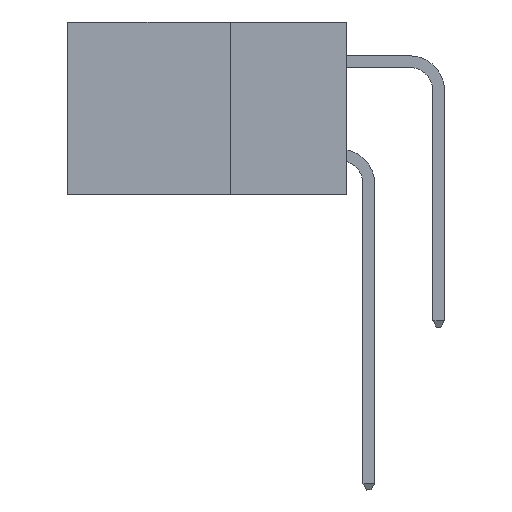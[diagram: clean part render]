
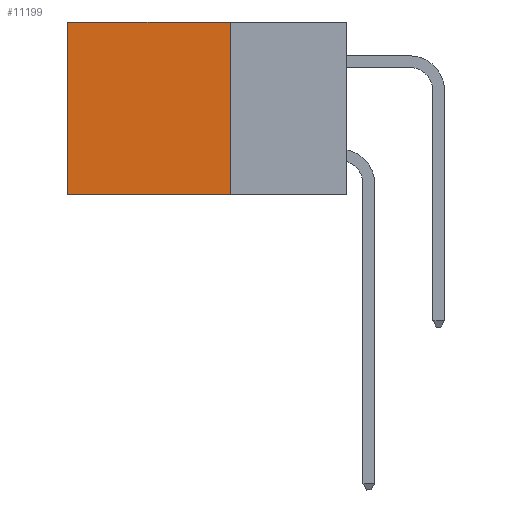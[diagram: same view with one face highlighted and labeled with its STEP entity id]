
A CAD part, left-side view. The second image highlights one B-rep face of the part: STEP entity #11199.
In plain terms, the highlighted planar face has unit normal (-1, 0, 0).
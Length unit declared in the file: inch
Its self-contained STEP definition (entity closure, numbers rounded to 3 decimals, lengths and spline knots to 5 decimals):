
#322 = DIRECTION ( 'NONE',  ( 0., 1., 0. ) ) ;
#998 = LINE ( 'NONE', #16461, #7819 ) ;
#1155 = VERTEX_POINT ( 'NONE', #3196 ) ;
#1160 = DIRECTION ( 'NONE',  ( 0., 0., -1. ) ) ;
#2622 = EDGE_CURVE ( 'NONE', #1155, #14560, #3453, .T. ) ;
#2747 = EDGE_CURVE ( 'NONE', #11170, #14560, #16942, .T. ) ;
#2906 = CARTESIAN_POINT ( 'NONE',  ( 0.2875, 0.25, -0.37 ) ) ;
#3192 = EDGE_CURVE ( 'NONE', #7088, #1155, #10939, .T. ) ;
#3196 = CARTESIAN_POINT ( 'NONE',  ( 0.2875, 0.6, 0. ) ) ;
#3453 = LINE ( 'NONE', #11985, #8807 ) ;
#3587 = DIRECTION ( 'NONE',  ( 0., 1., 0. ) ) ;
#3650 = DIRECTION ( 'NONE',  ( 0., 0., -1. ) ) ;
#3662 = VECTOR ( 'NONE', #3587, 39.37008 ) ;
#4967 = PLANE ( 'NONE',  #11678 ) ;
#5833 = CARTESIAN_POINT ( 'NONE',  ( 0.2875, 0.6, -0.37 ) ) ;
#7088 = VERTEX_POINT ( 'NONE', #7152 ) ;
#7152 = CARTESIAN_POINT ( 'NONE',  ( 0.2875, 0.25, 0. ) ) ;
#7330 = ORIENTED_EDGE ( 'NONE', *, *, #2747, .F. ) ;
#7819 = VECTOR ( 'NONE', #10957, 39.37008 ) ;
#8491 = CARTESIAN_POINT ( 'NONE',  ( 0.2875, 0.25, -0.37 ) ) ;
#8662 = FACE_OUTER_BOUND ( 'NONE', #15877, .T. ) ;
#8807 = VECTOR ( 'NONE', #1160, 39.37008 ) ;
#9214 = ORIENTED_EDGE ( 'NONE', *, *, #3192, .T. ) ;
#9511 = CARTESIAN_POINT ( 'NONE',  ( 0.2875, 0.25, 0. ) ) ;
#10052 = DIRECTION ( 'NONE',  ( 1., 0., 0. ) ) ;
#10939 = LINE ( 'NONE', #14498, #3662 ) ;
#10957 = DIRECTION ( 'NONE',  ( 0., 0., -1. ) ) ;
#11170 = VERTEX_POINT ( 'NONE', #2906 ) ;
#11199 = ADVANCED_FACE ( 'NONE', ( #8662 ), #4967, .F. ) ;
#11678 = AXIS2_PLACEMENT_3D ( 'NONE', #9511, #10052, #3650 ) ;
#11985 = CARTESIAN_POINT ( 'NONE',  ( 0.2875, 0.6, 0. ) ) ;
#12233 = ORIENTED_EDGE ( 'NONE', *, *, #17050, .F. ) ;
#14498 = CARTESIAN_POINT ( 'NONE',  ( 0.2875, 0.25, 0. ) ) ;
#14560 = VERTEX_POINT ( 'NONE', #5833 ) ;
#15164 = ORIENTED_EDGE ( 'NONE', *, *, #2622, .T. ) ;
#15877 = EDGE_LOOP ( 'NONE', ( #15164, #7330, #12233, #9214 ) ) ;
#16461 = CARTESIAN_POINT ( 'NONE',  ( 0.2875, 0.25, 0. ) ) ;
#16942 = LINE ( 'NONE', #8491, #17600 ) ;
#17050 = EDGE_CURVE ( 'NONE', #7088, #11170, #998, .T. ) ;
#17600 = VECTOR ( 'NONE', #322, 39.37008 ) ;
